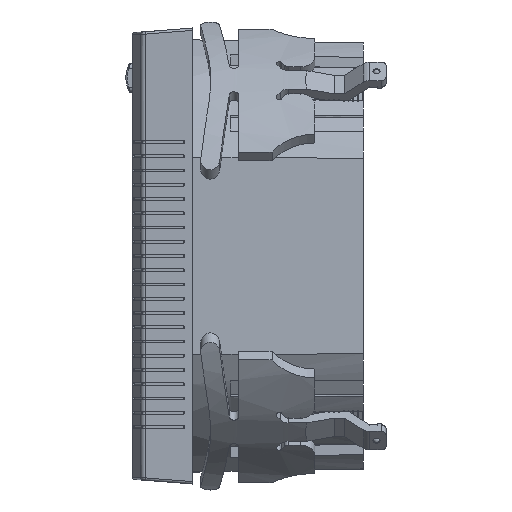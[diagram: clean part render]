
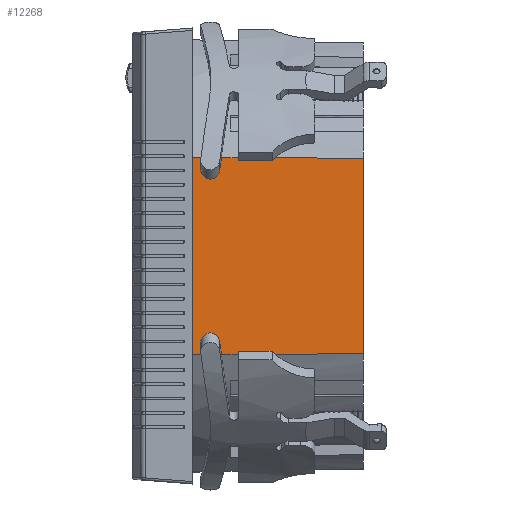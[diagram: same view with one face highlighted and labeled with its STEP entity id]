
A CAD part, left-side view. The second image highlights one B-rep face of the part: STEP entity #12268.
In plain terms, the highlighted planar face has unit normal (-1, -0.018, 0).
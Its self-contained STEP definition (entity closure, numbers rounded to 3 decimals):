
#4346=DIRECTION('',(0.,0.,-1.));
#4347=VECTOR('',#4346,41.461);
#4348=CARTESIAN_POINT('',(-45.5,0.,20.73));
#4349=LINE('',#4348,#4347);
#4350=CARTESIAN_POINT('',(-44.873,-35.9,20.594));
#4351=CARTESIAN_POINT('',(-45.082,-23.933,
20.64));
#4352=CARTESIAN_POINT('',(-45.291,-11.967,
20.685));
#4353=CARTESIAN_POINT('',(-45.5,0.,20.73));
#4355=DIRECTION('',(0.,0.,-1.));
#4356=VECTOR('',#4355,41.188);
#4357=CARTESIAN_POINT('',(-44.873,-35.9,20.594));
#4358=LINE('',#4357,#4356);
#4359=CARTESIAN_POINT('',(-44.873,-35.9,-20.594));
#4360=CARTESIAN_POINT('',(-45.082,-23.933,
-20.64));
#4361=CARTESIAN_POINT('',(-45.291,-11.967,
-20.685));
#4362=CARTESIAN_POINT('',(-45.5,0.,-20.73));
#4796=CARTESIAN_POINT('',(-45.5,0.,20.73));
#4798=VERTEX_POINT('',#4796);
#4806=CARTESIAN_POINT('',(-45.5,0.,-20.73));
#4807=VERTEX_POINT('',#4806);
#5599=CARTESIAN_POINT('',(-44.873,-35.9,-20.594));
#5601=VERTEX_POINT('',#5599);
#5602=CARTESIAN_POINT('',(-44.873,-35.9,20.594));
#5604=VERTEX_POINT('',#5602);
#12257=CARTESIAN_POINT('',(-45.5,0.,48.367));
#12258=DIRECTION('',(1.,0.017,0.));
#12259=DIRECTION('',(0.,0.,-1.));
#12260=AXIS2_PLACEMENT_3D('',#12257,#12258,#12259);
#12261=PLANE('',#12260);
#12262=ORIENTED_EDGE('',*,*,#6550,.F.);
#12263=ORIENTED_EDGE('',*,*,#8589,.F.);
#12264=ORIENTED_EDGE('',*,*,#6215,.T.);
#12265=ORIENTED_EDGE('',*,*,#6334,.T.);
#12266=EDGE_LOOP('',(#12262,#12263,#12264,#12265));
#12267=FACE_OUTER_BOUND('',#12266,.F.);
#4354=B_SPLINE_CURVE_WITH_KNOTS('',3,(#4350,#4351,#4352,#4353),.UNSPECIFIED.,
.F.,.F.,(4,4),(0.,1.),.UNSPECIFIED.);
#4363=B_SPLINE_CURVE_WITH_KNOTS('',3,(#4359,#4360,#4361,#4362),.UNSPECIFIED.,
.F.,.F.,(4,4),(0.,1.),.UNSPECIFIED.);
#6215=EDGE_CURVE('',#5604,#5601,#4358,.T.);
#6334=EDGE_CURVE('',#5601,#4807,#4363,.T.);
#6550=EDGE_CURVE('',#4798,#4807,#4349,.T.);
#8589=EDGE_CURVE('',#5604,#4798,#4354,.T.);
#12268=ADVANCED_FACE('',(#12267),#12261,.F.);
